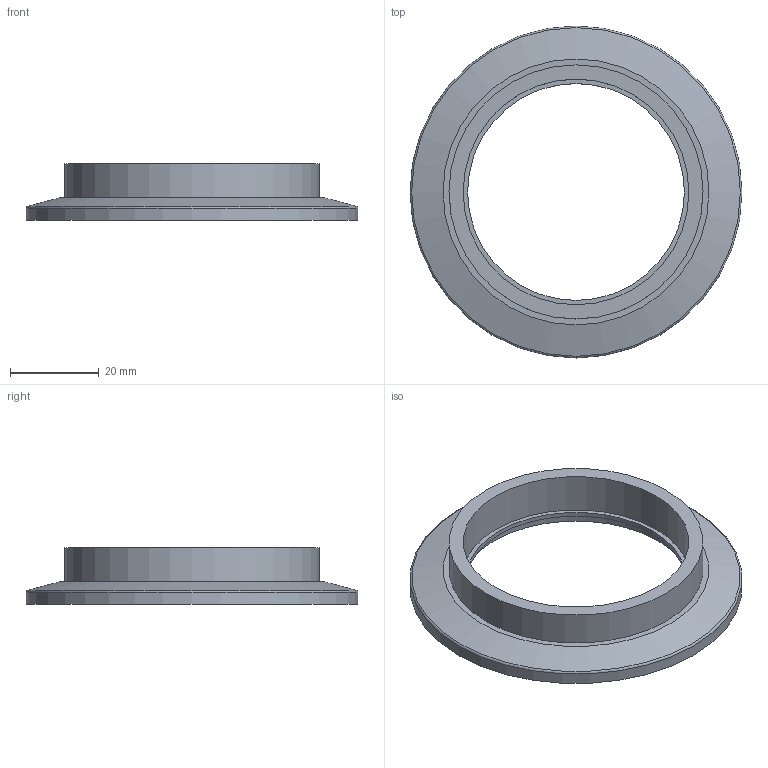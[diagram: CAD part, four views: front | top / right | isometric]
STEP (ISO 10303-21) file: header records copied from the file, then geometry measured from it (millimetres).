
FILE_DESCRIPTION(('FreeCAD Model'),'2;1');
FILE_NAME('FS-KF50.step','2016-02-23T13:11:23', ('Author'),(''),'Open CASCADE STEP processor 6.8','FreeCAD','Unknown' );
FILE_SCHEMA(('AUTOMOTIVE_DESIGN_CC2 { 1 2 10303 214 -1 1 5 4 }'));
Length unit declared in the file: millimetre
Products named in the file (1): FS-KF50
Bounding box: 75 x 75 x 12.7 mm (x, y, z)
Volume: 14336.1 mm3; surface area: 9226.8 mm2
Topology: 1 solids, 1 shells, 12 faces, 20 edges, 13 vertices
Faces by surface type: cylinder 5, plane 5, torus 1, cone 1
Full cylindrical faces by diameter (mm): 49 x1, 51 x1, 52.2 x1, 57.4 x1, 75 x1
Entity records: 913 total; most frequent: CARTESIAN_POINT 481, DIRECTION 73, ORIENTED_EDGE 40, PCURVE 40, DEFINITIONAL_REPRESENTATION 40, AXIS2_PLACEMENT_3D 26, B_SPLINE_CURVE_WITH_KNOTS 22, EDGE_CURVE 20
